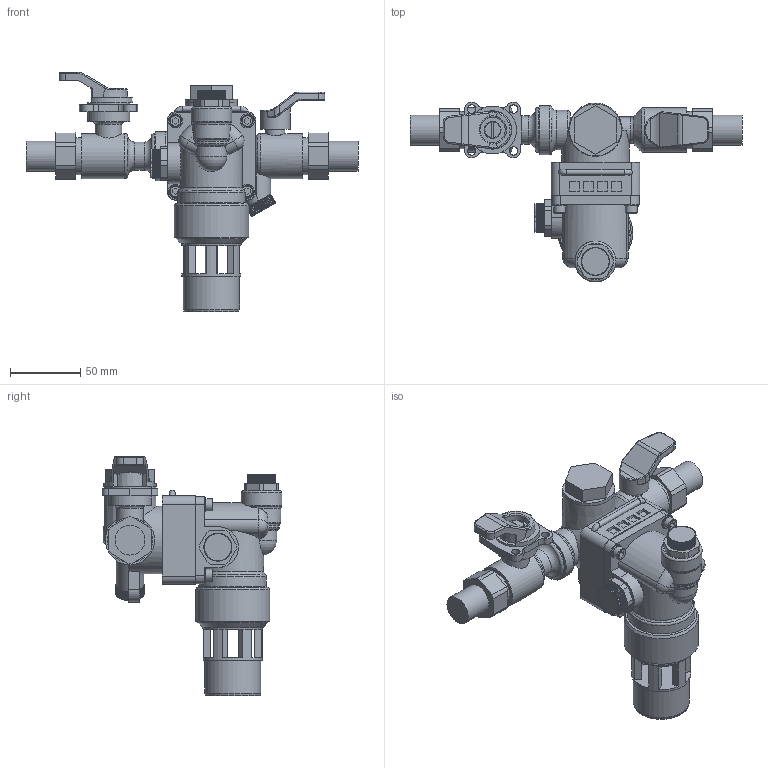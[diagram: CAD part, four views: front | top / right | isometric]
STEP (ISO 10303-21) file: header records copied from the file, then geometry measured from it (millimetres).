
FILE_DESCRIPTION(/* description */ (''),/* implementation_level */ '2;1');
FILE_NAME(/* name */ '3d_Reflex''FillsetStandard''-6813100.stp',/* time_stamp */ '2024-09-13T10:33:10+02:00',/* author */ ('Andrzej'),/* organization */ (''),/* preprocessor_version */ 'ST-DEVELOPER v16.13',/* originating_system */ 'AutoCAD Mechanical',/* authorisation */ '');
FILE_SCHEMA (('AUTOMOTIVE_DESIGN { 1 0 10303 214 3 1 1 }'));
Length unit declared in the file: millimetre
Products named in the file (1): Product
Bounding box: 236 x 127.84 x 170 mm (x, y, z)
Volume: 599954.8 mm3; surface area: 87432.3 mm2
Topology: 3 solids, 3 shells, 1395 faces, 3943 edges, 2586 vertices
Faces by surface type: plane 864, cylinder 447, torus 41, bspline 29, cone 11, sphere 3
Full cylindrical faces by diameter (mm): 4 x1, 6 x4, 8.5 x4, 10 x4, 11.5 x1, 12 x1, 13.5 x1, 18 x1, 19 x1, 20 x1, 21.1 x1, 21.3 x2, 26.4 x2, 28 x1, 29 x1, 30 x2, 32 x3, 35 x1, 37 x1, 40 x1, 42 x1, 45.3 x1, 48 x2, 50 x1, 53 x1
Entity records: 46653 total; most frequent: CARTESIAN_POINT 10073, ORIENTED_EDGE 7742, DIRECTION 7553, EDGE_CURVE 3870, LINE 2719, VECTOR 2719, VERTEX_POINT 2573, AXIS2_PLACEMENT_3D 2417
